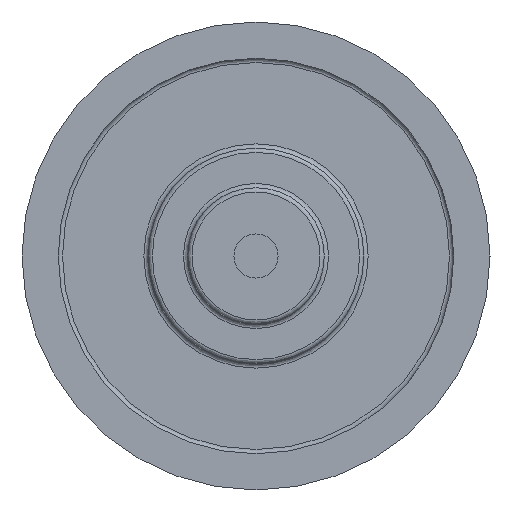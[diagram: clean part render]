
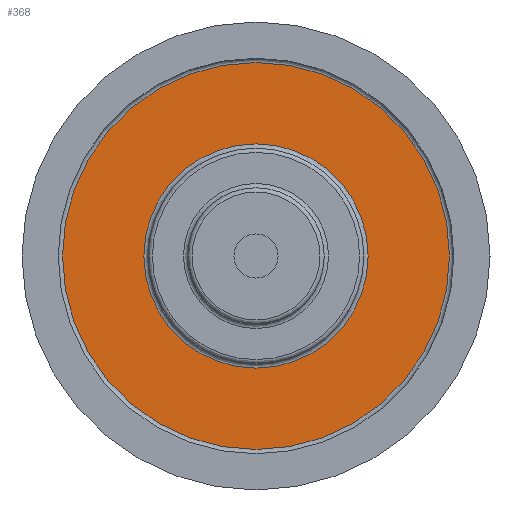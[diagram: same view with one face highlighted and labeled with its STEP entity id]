
A CAD part, left-side view. The second image highlights one B-rep face of the part: STEP entity #368.
In plain terms, the highlighted face is planar.
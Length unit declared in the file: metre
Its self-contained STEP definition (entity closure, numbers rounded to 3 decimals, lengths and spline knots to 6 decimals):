
#42=PLANE('',#450);
#64=ORIENTED_EDGE('',*,*,#127,.T.);
#65=ORIENTED_EDGE('',*,*,#128,.T.);
#127=EDGE_CURVE('',#160,#160,#193,.T.);
#128=EDGE_CURVE('',#161,#161,#194,.F.);
#160=VERTEX_POINT('',#675);
#161=VERTEX_POINT('',#677);
#193=CIRCLE('',#451,0.040718);
#194=CIRCLE('',#452,0.023595);
#229=EDGE_LOOP('',(#64));
#230=EDGE_LOOP('',(#65));
#295=FACE_BOUND('',#229,.T.);
#296=FACE_BOUND('',#230,.T.);
#368=ADVANCED_FACE('',(#295,#296),#42,.T.);
#450=AXIS2_PLACEMENT_3D('',#673,#535,#536);
#451=AXIS2_PLACEMENT_3D('',#674,#537,#538);
#452=AXIS2_PLACEMENT_3D('',#676,#539,#540);
#535=DIRECTION('',(0.,1.,0.));
#536=DIRECTION('',(1.,0.,0.));
#537=DIRECTION('',(0.,1.,0.));
#538=DIRECTION('',(1.,0.,0.));
#539=DIRECTION('',(0.,1.,0.));
#540=DIRECTION('',(1.,0.,0.));
#673=CARTESIAN_POINT('',(0.,0.324891,0.));
#674=CARTESIAN_POINT('',(0.,0.324891,0.));
#675=CARTESIAN_POINT('',(0.040718,0.324891,0.));
#676=CARTESIAN_POINT('',(0.,0.324891,0.));
#677=CARTESIAN_POINT('',(0.023595,0.324891,0.));
